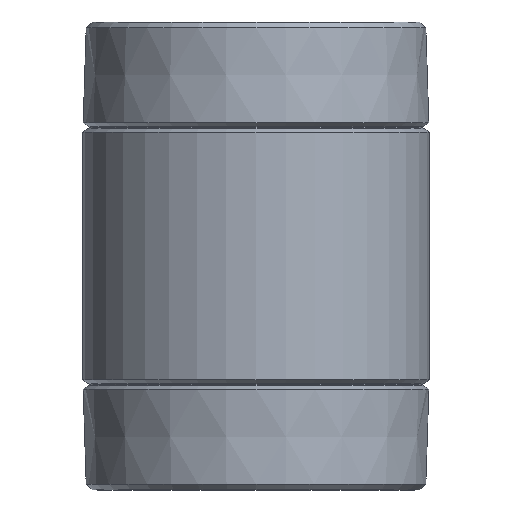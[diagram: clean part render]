
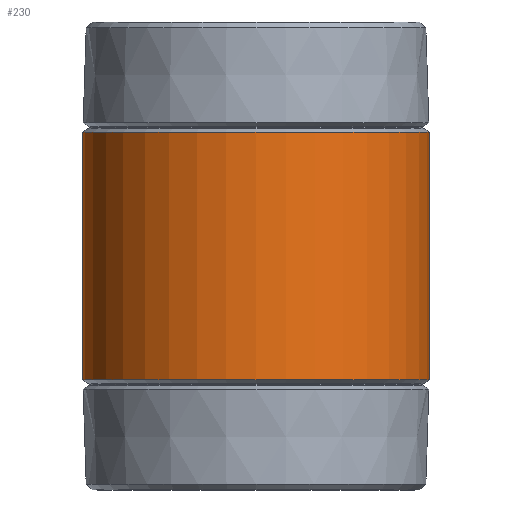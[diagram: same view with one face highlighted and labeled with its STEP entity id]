
A CAD part, front view. The second image highlights one B-rep face of the part: STEP entity #230.
In plain terms, the highlighted cylindrical face has radius 44.45 mm (diameter 88.9 mm), a partial arc.
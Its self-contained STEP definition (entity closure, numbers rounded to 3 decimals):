
#22 = VERTEX_POINT ( 'NONE', #281 ) ;
#27 = EDGE_CURVE ( 'NONE', #164, #22, #280, .T. ) ;
#70 = EDGE_CURVE ( 'NONE', #161, #211, #390, .T. ) ;
#161 = VERTEX_POINT ( 'NONE', #602 ) ;
#164 = VERTEX_POINT ( 'NONE', #754 ) ;
#211 = VERTEX_POINT ( 'NONE', #712 ) ;
#229 = ORIENTED_EDGE ( 'NONE', *, *, #70, .F. ) ;
#230 = ADVANCED_FACE ( 'NONE', ( #691 ), #684, .T. ) ;
#239 = EDGE_CURVE ( 'NONE', #211, #22, #680, .T. ) ;
#261 = ORIENTED_EDGE ( 'NONE', *, *, #27, .T. ) ;
#262 = ORIENTED_EDGE ( 'NONE', *, *, #239, .F. ) ;
#280 = LINE ( 'NONE', #336, #335 ) ;
#281 = CARTESIAN_POINT ( 'NONE',  ( 44.45, 0., -28.213 ) ) ;
#325 = ORIENTED_EDGE ( 'NONE', *, *, #326, .F. ) ;
#326 = EDGE_CURVE ( 'NONE', #164, #161, #639, .T. ) ;
#334 = DIRECTION ( 'NONE',  ( 0., 0., 1. ) ) ;
#335 = VECTOR ( 'NONE', #334, 1000. ) ;
#336 = CARTESIAN_POINT ( 'NONE',  ( 44.45, 0., 0. ) ) ;
#354 = EDGE_LOOP ( 'NONE', ( #229, #325, #261, #262 ) ) ;
#387 = DIRECTION ( 'NONE',  ( 0., 0., 1. ) ) ;
#388 = VECTOR ( 'NONE', #387, 1000. ) ;
#389 = CARTESIAN_POINT ( 'NONE',  ( -44.45, 0., 0. ) ) ;
#390 = LINE ( 'NONE', #389, #388 ) ;
#602 = CARTESIAN_POINT ( 'NONE',  ( -44.45, 0., -91.787 ) ) ;
#635 = DIRECTION ( 'NONE',  ( 1., 0., 0. ) ) ;
#636 = DIRECTION ( 'NONE',  ( 0., 0., -1. ) ) ;
#637 = CARTESIAN_POINT ( 'NONE',  ( 0., 0., -91.787 ) ) ;
#638 = AXIS2_PLACEMENT_3D ( 'NONE', #637, #636, #635 ) ;
#639 = CIRCLE ( 'NONE', #638, 44.45 ) ;
#676 = DIRECTION ( 'NONE',  ( -1., 0., 0. ) ) ;
#677 = DIRECTION ( 'NONE',  ( 0., 0., 1. ) ) ;
#678 = CARTESIAN_POINT ( 'NONE',  ( 0., 0., -28.213 ) ) ;
#679 = AXIS2_PLACEMENT_3D ( 'NONE', #678, #677, #676 ) ;
#680 = CIRCLE ( 'NONE', #679, 44.45 ) ;
#681 = DIRECTION ( 'NONE',  ( 1., 0., 0. ) ) ;
#682 = DIRECTION ( 'NONE',  ( 0., 0., 1. ) ) ;
#683 = AXIS2_PLACEMENT_3D ( 'NONE', #685, #682, #681 ) ;
#684 = CYLINDRICAL_SURFACE ( 'NONE', #683, 44.45 ) ;
#685 = CARTESIAN_POINT ( 'NONE',  ( 0., 0., 0. ) ) ;
#691 = FACE_OUTER_BOUND ( 'NONE', #354, .T. ) ;
#712 = CARTESIAN_POINT ( 'NONE',  ( -44.45, 0., -28.213 ) ) ;
#754 = CARTESIAN_POINT ( 'NONE',  ( 44.45, 0., -91.787 ) ) ;
